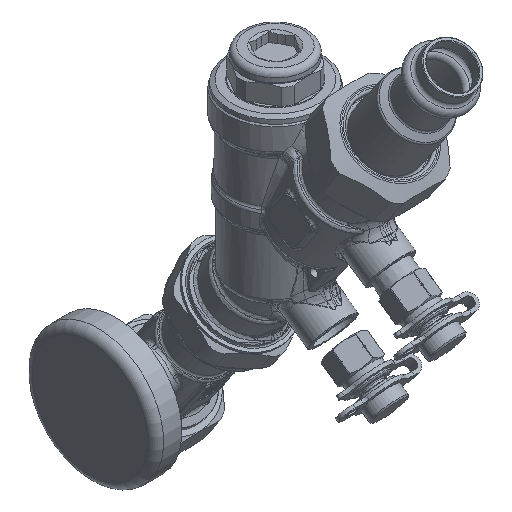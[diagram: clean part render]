
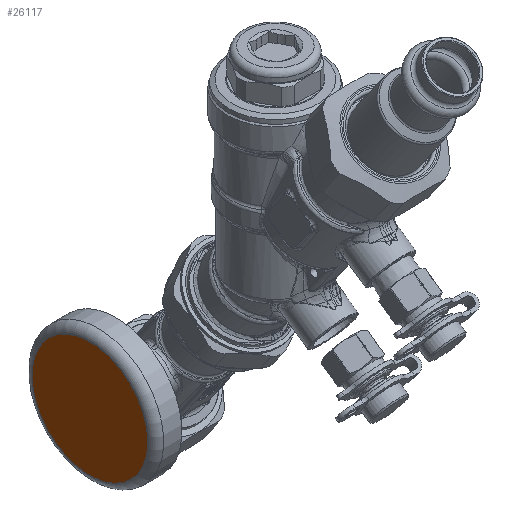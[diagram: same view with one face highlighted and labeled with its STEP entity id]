
A CAD part, isometric view. The second image highlights one B-rep face of the part: STEP entity #26117.
In plain terms, the highlighted planar face has unit normal (-1, 0, 0).
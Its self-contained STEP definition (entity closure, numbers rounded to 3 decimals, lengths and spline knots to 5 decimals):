
#3147=PLANE('',#28151);
#4480=FACE_OUTER_BOUND('',#6157,.T.);
#6157=EDGE_LOOP('',(#21342));
#7490=CIRCLE('',#28145,0.905);
#11031=VERTEX_POINT('',#152976);
#14498=EDGE_CURVE('',#11031,#11031,#7490,.T.);
#21342=ORIENTED_EDGE('',*,*,#14498,.F.);
#26117=ADVANCED_FACE('',(#4480),#3147,.T.);
#28145=AXIS2_PLACEMENT_3D('',#152977,#32513,#32514);
#28151=AXIS2_PLACEMENT_3D('',#152987,#32526,#32527);
#32513=DIRECTION('center_axis',(1.,0.,0.));
#32514=DIRECTION('ref_axis',(0.,-0.574,0.819));
#32526=DIRECTION('center_axis',(-1.,0.,0.));
#32527=DIRECTION('ref_axis',(0.,0.574,-0.819));
#152976=CARTESIAN_POINT('',(-1.4924,0.88937,-3.66992));
#152977=CARTESIAN_POINT('Origin',(-1.4924,1.40846,-4.41125));
#152987=CARTESIAN_POINT('Origin',(-1.4924,1.40846,-4.41125));
